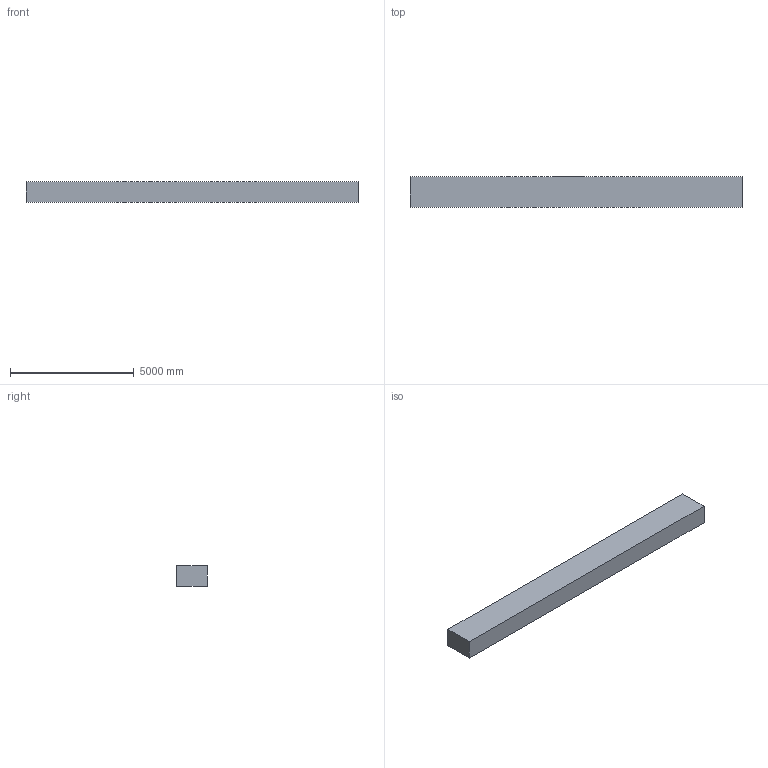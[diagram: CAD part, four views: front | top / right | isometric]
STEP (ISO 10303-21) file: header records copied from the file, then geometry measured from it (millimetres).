
FILE_DESCRIPTION (( 'STEP AP203' ), '1' );
FILE_NAME ('rev-rotated.STEP', '2016-02-02T11:04:06', ( '' ), ( '' ), 'SwSTEP 2.0', 'SolidWorks 2014', '' );
FILE_SCHEMA (( 'CONFIG_CONTROL_DESIGN' ));
Length unit declared in the file: metre
Products named in the file (1): rev-rotated
Bounding box: 13411.2 x 1219.2 x 812.8 mm (x, y, z)
Volume: 13210759230.6 mm3; surface area: 58715425.2 mm2
Topology: 1 solids, 1 shells, 9 faces, 20 edges, 13 vertices
Faces by surface type: plane 7, bspline 2
Entity records: 811 total; most frequent: CARTESIAN_POINT 550, ORIENTED_EDGE 38, DIRECTION 31, EDGE_CURVE 19, VECTOR 15, LINE 15, VERTEX_POINT 13, EDGE_LOOP 10
